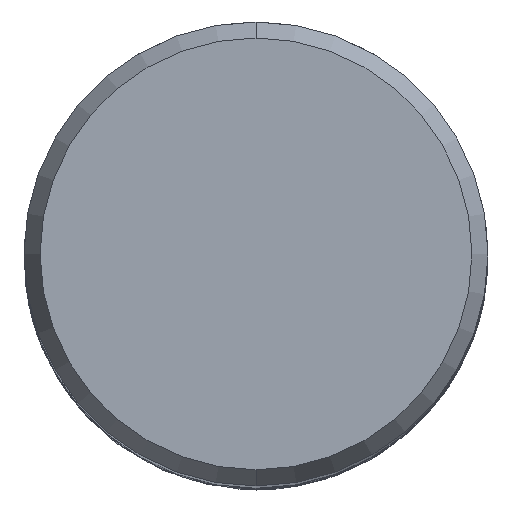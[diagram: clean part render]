
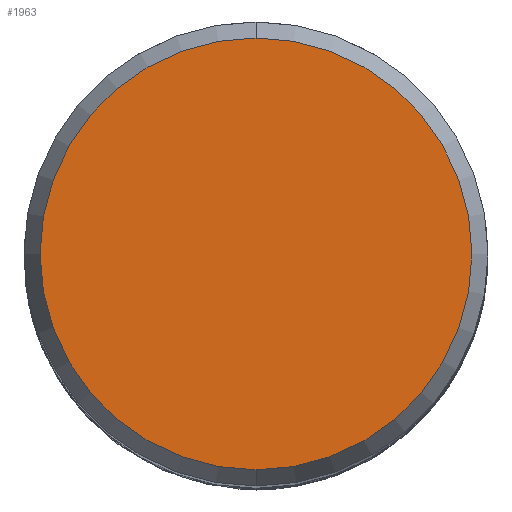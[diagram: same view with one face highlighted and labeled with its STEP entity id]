
A CAD part, top view. The second image highlights one B-rep face of the part: STEP entity #1963.
In plain terms, the highlighted planar face has unit normal (0, 0, 1).
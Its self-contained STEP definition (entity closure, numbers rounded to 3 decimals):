
#1211=VERTEX_POINT('',#2672);
#1893=EDGE_CURVE('',#2067,#1211,#3412,.T.);
#1963=ADVANCED_FACE('',(#3484),#3485,.T.);
#1999=EDGE_CURVE('',#1211,#2067,#3524,.T.);
#2067=VERTEX_POINT('',#3600);
#2672=CARTESIAN_POINT('',(0.,-9.307,0.0));
#3412=CIRCLE('',#17882,9.307);
#3484=FACE_OUTER_BOUND('',#18563,.T.);
#3485=PLANE('',#18564);
#3524=CIRCLE('',#19019,9.307);
#3600=CARTESIAN_POINT('',(0.0,9.307,0.0));
#17882=AXIS2_PLACEMENT_3D('',#22945,#22946,#22947);
#18563=EDGE_LOOP('',(#22984,#22985));
#18564=AXIS2_PLACEMENT_3D('',#22986,#22987,#22988);
#19019=AXIS2_PLACEMENT_3D('',#23018,#23019,#23020);
#22945=CARTESIAN_POINT('',(0.0,0.0,0.0));
#22946=DIRECTION('',(0.0,0.0,-1.0));
#22947=DIRECTION('',(0.0,1.0,0.0));
#22984=ORIENTED_EDGE('',*,*,#1893,.F.);
#22985=ORIENTED_EDGE('',*,*,#1999,.F.);
#22986=CARTESIAN_POINT('',(0.0,4.654,0.0));
#22987=DIRECTION('',(-0.0,0.0,1.0));
#22988=DIRECTION('',(0.0,-1.0,0.0));
#23018=CARTESIAN_POINT('',(0.0,0.0,0.0));
#23019=DIRECTION('',(0.0,0.0,-1.0));
#23020=DIRECTION('',(0.0,1.0,0.0));
